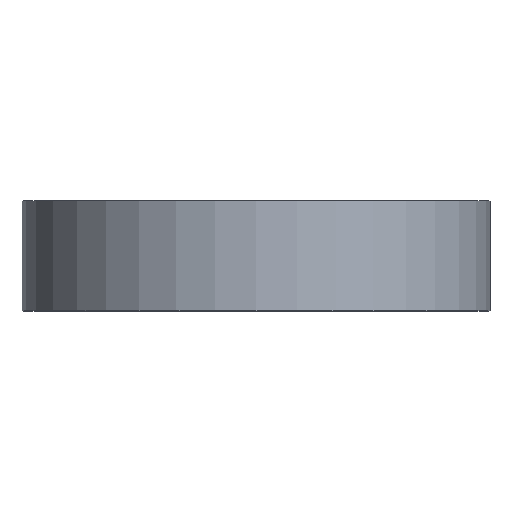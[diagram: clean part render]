
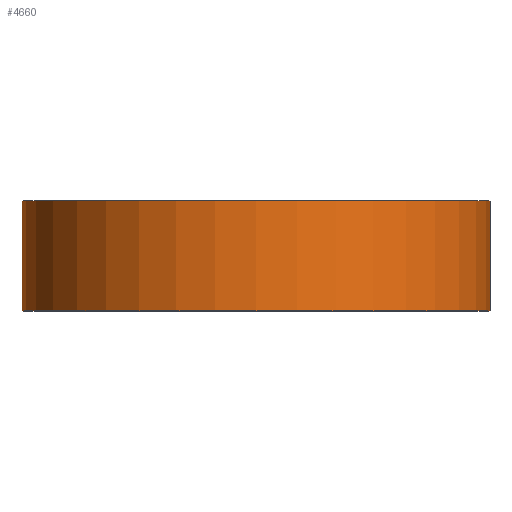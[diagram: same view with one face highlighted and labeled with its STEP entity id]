
A CAD part, top view. The second image highlights one B-rep face of the part: STEP entity #4660.
In plain terms, the highlighted cylindrical face has radius 100 mm (diameter 200 mm), a full revolution.
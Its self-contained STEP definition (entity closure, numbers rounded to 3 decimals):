
#502=FACE_OUTER_BOUND('',#971,.T.);
#971=EDGE_LOOP('',(#3758,#3759,#3760,#3761));
#1258=LINE('',#9943,#1545);
#1545=VECTOR('',#6382,100.);
#1732=CIRCLE('',#4869,100.);
#1914=CIRCLE('',#5146,100.);
#2101=VERTEX_POINT('',#7118);
#2297=VERTEX_POINT('',#9766);
#2490=EDGE_CURVE('',#2101,#2101,#1732,.T.);
#2784=EDGE_CURVE('',#2297,#2297,#1914,.T.);
#2872=EDGE_CURVE('',#2101,#2297,#1258,.T.);
#3758=ORIENTED_EDGE('',*,*,#2490,.T.);
#3759=ORIENTED_EDGE('',*,*,#2872,.T.);
#3760=ORIENTED_EDGE('',*,*,#2784,.T.);
#3761=ORIENTED_EDGE('',*,*,#2872,.F.);
#4552=CYLINDRICAL_SURFACE('',#5234,100.);
#4660=ADVANCED_FACE('',(#502),#4552,.T.);
#4869=AXIS2_PLACEMENT_3D('',#7119,#5544,#5545);
#5146=AXIS2_PLACEMENT_3D('',#9767,#6204,#6205);
#5234=AXIS2_PLACEMENT_3D('',#9942,#6380,#6381);
#5544=DIRECTION('center_axis',(0.,-1.,0.));
#5545=DIRECTION('ref_axis',(1.,0.,0.));
#6204=DIRECTION('center_axis',(0.,1.,0.));
#6205=DIRECTION('ref_axis',(1.,0.,0.));
#6380=DIRECTION('center_axis',(0.,1.,0.));
#6381=DIRECTION('ref_axis',(1.,0.,0.));
#6382=DIRECTION('',(0.,-1.,0.));
#7118=CARTESIAN_POINT('',(-100.,47.,0.));
#7119=CARTESIAN_POINT('Origin',(0.,47.,0.));
#9766=CARTESIAN_POINT('',(-100.,0.,0.));
#9767=CARTESIAN_POINT('Origin',(0.,0.,0.));
#9942=CARTESIAN_POINT('Origin',(0.,0.,0.));
#9943=CARTESIAN_POINT('',(-100.,0.,0.));
